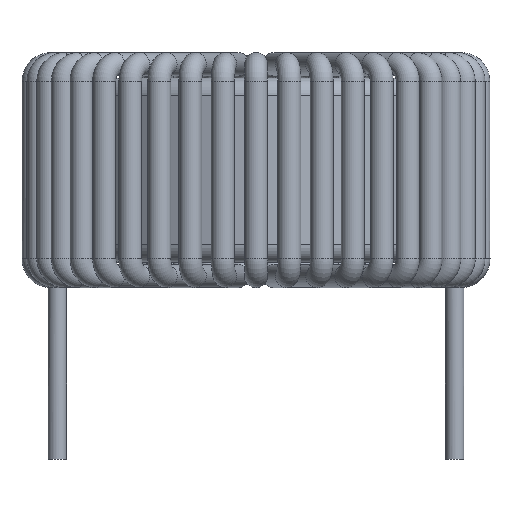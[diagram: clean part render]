
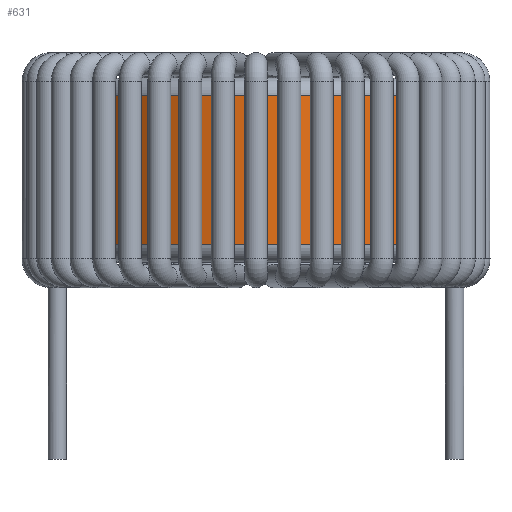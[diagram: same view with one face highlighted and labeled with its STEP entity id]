
A CAD part, left-side view. The second image highlights one B-rep face of the part: STEP entity #631.
In plain terms, the highlighted cylindrical face has radius 15.24 mm (diameter 30.48 mm), a full revolution.
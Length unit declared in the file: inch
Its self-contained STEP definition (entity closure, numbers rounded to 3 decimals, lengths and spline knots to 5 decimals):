
#600=CARTESIAN_POINT('',(-0.6,0.,0.08));
#601=VERTEX_POINT('',#600);
#602=CARTESIAN_POINT('',(0.0,0.0,0.08));
#603=DIRECTION('',(0.0,0.0,-1.0));
#604=DIRECTION('',(1.0,0.0,0.0));
#605=AXIS2_PLACEMENT_3D('',#602,#603,#604);
#606=CIRCLE('',#605,0.6);
#607=EDGE_CURVE('',#601,#601,#606,.T.);
#612=CARTESIAN_POINT('',(0.0,0.0,0.294));
#613=DIRECTION('',(0.0,0.0,1.0));
#614=DIRECTION('',(-1.0,0.0,0.0));
#615=AXIS2_PLACEMENT_3D('',#612,#613,#614);
#616=CYLINDRICAL_SURFACE('',#615,0.6);
#617=CARTESIAN_POINT('',(-0.6,0.0,0.508));
#618=VERTEX_POINT('',#617);
#619=CARTESIAN_POINT('',(0.0,0.0,0.508));
#620=DIRECTION('',(0.0,0.0,1.0));
#621=DIRECTION('',(1.0,0.0,0.0));
#622=AXIS2_PLACEMENT_3D('',#619,#620,#621);
#623=CIRCLE('',#622,0.6);
#624=EDGE_CURVE('',#618,#618,#623,.T.);
#625=ORIENTED_EDGE('',*,*,#624,.F.);
#626=EDGE_LOOP('',(#625));
#627=FACE_OUTER_BOUND('',#626,.T.);
#628=ORIENTED_EDGE('',*,*,#607,.F.);
#629=EDGE_LOOP('',(#628));
#630=FACE_BOUND('',#629,.T.);
#631=ADVANCED_FACE('',(#627,#630),#616,.T.);
